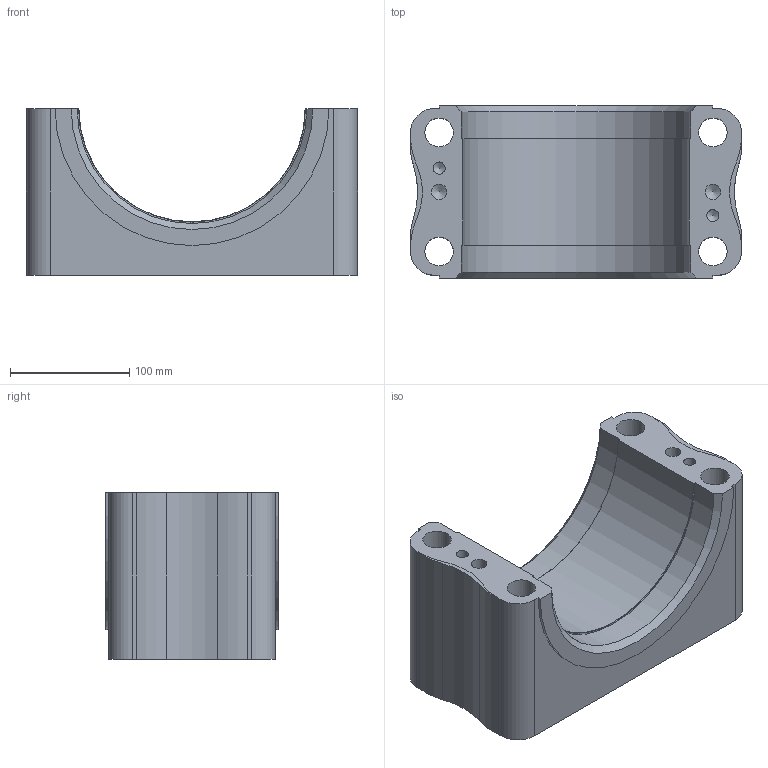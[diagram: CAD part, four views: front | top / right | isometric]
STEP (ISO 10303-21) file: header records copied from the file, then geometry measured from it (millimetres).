
FILE_DESCRIPTION (( 'STEP AP203' ), '1' );
FILE_NAME ('392B03S01-½Ä±ì®y.STEP', '2023-09-28T05:54:37', ( '' ), ( '' ), 'SwSTEP 2.0', 'SolidWorks 2018', '' );
FILE_SCHEMA (( 'CONFIG_CONTROL_DESIGN' ));
Length unit declared in the file: millimetre
Products named in the file (1): 392B03S01-衝桿座
Bounding box: 278.69 x 145 x 140 mm (x, y, z)
Volume: 3077546.8 mm3; surface area: 276991.6 mm2
Topology: 3 solids, 3 shells, 68 faces, 174 edges, 114 vertices
Faces by surface type: cylinder 39, plane 19, cone 10
Full cylindrical faces by diameter (mm): 10.2 x2, 13 x4, 24 x4, 120 x1, 132 x1
Entity records: 2037 total; most frequent: DIRECTION 370, CARTESIAN_POINT 327, ORIENTED_EDGE 300, AXIS2_PLACEMENT_3D 151, EDGE_CURVE 150, VERTEX_POINT 108, EDGE_LOOP 96, CIRCLE 82
